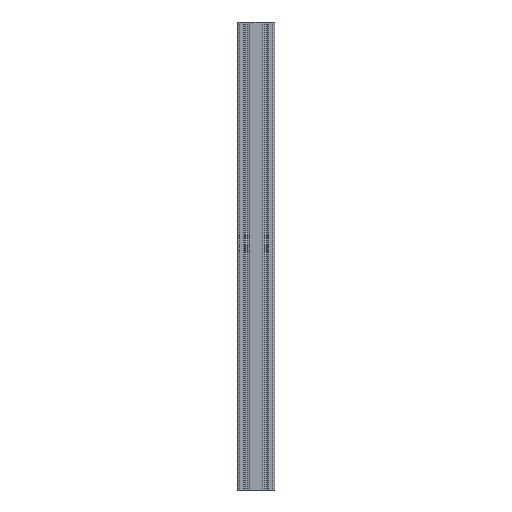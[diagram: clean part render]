
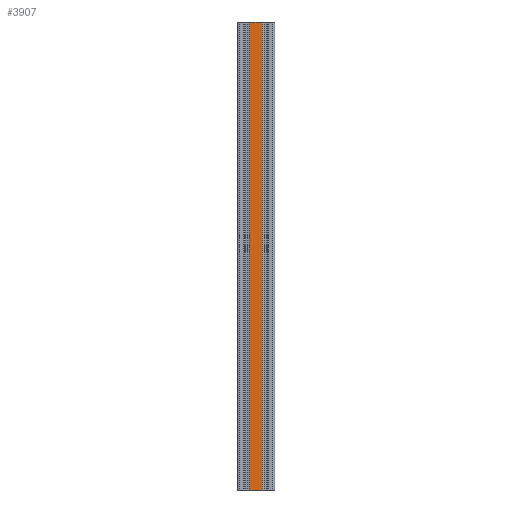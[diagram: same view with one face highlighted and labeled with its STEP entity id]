
A CAD part, front view. The second image highlights one B-rep face of the part: STEP entity #3907.
In plain terms, the highlighted planar face has unit normal (0, -1, 0).
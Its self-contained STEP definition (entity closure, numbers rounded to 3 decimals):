
#790 = DIRECTION ( 'NONE',  ( 1., 0., 0. ) ) ;
#791 = VECTOR ( 'NONE', #790, 1000. ) ;
#792 = CARTESIAN_POINT ( 'NONE',  ( -13085.794, -10891.162, 500. ) ) ;
#793 = LINE ( 'NONE', #792, #791 ) ;
#917 = CARTESIAN_POINT ( 'NONE',  ( -13072.544, -10891.162, 500. ) ) ;
#924 = CARTESIAN_POINT ( 'NONE',  ( -13085.794, -10891.162, 500. ) ) ;
#957 = DIRECTION ( 'NONE',  ( 1., 0., 0. ) ) ;
#958 = VECTOR ( 'NONE', #957, 1000. ) ;
#959 = CARTESIAN_POINT ( 'NONE',  ( -13085.794, -10891.162, 0. ) ) ;
#960 = LINE ( 'NONE', #959, #958 ) ;
#973 = CARTESIAN_POINT ( 'NONE',  ( -13085.794, -10891.162, 0. ) ) ;
#1285 = CARTESIAN_POINT ( 'NONE',  ( -13072.544, -10891.162, 0. ) ) ;
#2022 = FACE_OUTER_BOUND ( 'NONE', #3926, .T. ) ;
#2081 = DIRECTION ( 'NONE',  ( 0., 0., -1. ) ) ;
#2082 = VECTOR ( 'NONE', #2081, 1000. ) ;
#2083 = LINE ( 'NONE', #2087, #2082 ) ;
#2085 = DIRECTION ( 'NONE',  ( 0., 0., 1. ) ) ;
#2086 = DIRECTION ( 'NONE',  ( 0., 1., 0. ) ) ;
#2087 = CARTESIAN_POINT ( 'NONE',  ( -13072.544, -10891.162, 500. ) ) ;
#2094 = AXIS2_PLACEMENT_3D ( 'NONE', #2219, #2086, #2085 ) ;
#2207 = PLANE ( 'NONE',  #2094 ) ;
#2219 = CARTESIAN_POINT ( 'NONE',  ( -13085.794, -10891.162, 500. ) ) ;
#2269 = VECTOR ( 'NONE', #2275, 1000. ) ;
#2270 = LINE ( 'NONE', #2274, #2269 ) ;
#2274 = CARTESIAN_POINT ( 'NONE',  ( -13085.794, -10891.162, 500. ) ) ;
#2275 = DIRECTION ( 'NONE',  ( 0., 0., -1. ) ) ;
#3156 = EDGE_CURVE ( 'NONE', #3232, #3239, #793, .T. ) ;
#3232 = VERTEX_POINT ( 'NONE', #924 ) ;
#3239 = VERTEX_POINT ( 'NONE', #917 ) ;
#3258 = EDGE_CURVE ( 'NONE', #3259, #3355, #960, .T. ) ;
#3259 = VERTEX_POINT ( 'NONE', #973 ) ;
#3355 = VERTEX_POINT ( 'NONE', #1285 ) ;
#3907 = ADVANCED_FACE ( 'NONE', ( #2022 ), #2207, .F. ) ;
#3908 = EDGE_CURVE ( 'NONE', #3239, #3355, #2083, .T. ) ;
#3909 = ORIENTED_EDGE ( 'NONE', *, *, #3258, .T. ) ;
#3910 = ORIENTED_EDGE ( 'NONE', *, *, #3156, .F. ) ;
#3913 = ORIENTED_EDGE ( 'NONE', *, *, #4058, .T. ) ;
#3925 = ORIENTED_EDGE ( 'NONE', *, *, #3908, .F. ) ;
#3926 = EDGE_LOOP ( 'NONE', ( #3909, #3925, #3910, #3913 ) ) ;
#4058 = EDGE_CURVE ( 'NONE', #3232, #3259, #2270, .T. ) ;
